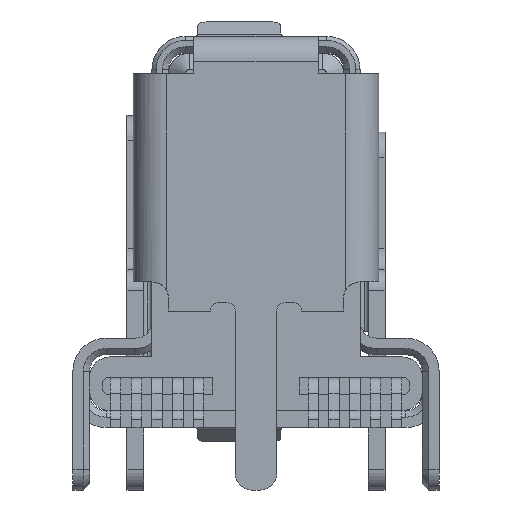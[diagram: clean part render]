
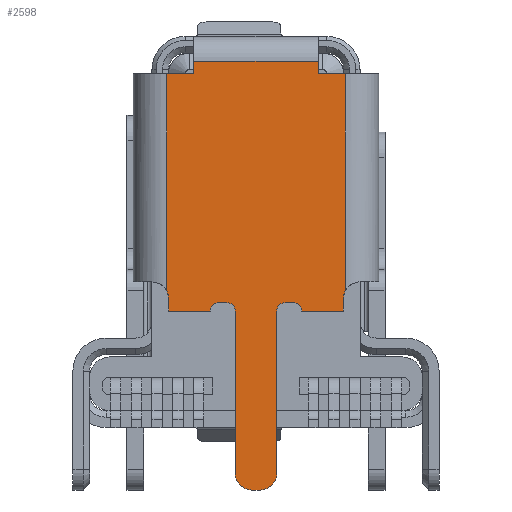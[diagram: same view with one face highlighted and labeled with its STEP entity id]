
A CAD part, left-side view. The second image highlights one B-rep face of the part: STEP entity #2598.
In plain terms, the highlighted planar face has unit normal (-1, 0, 0).
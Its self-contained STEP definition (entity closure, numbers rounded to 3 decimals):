
#2598=ADVANCED_FACE('',(#4099),#3300,.T.);
#3300=PLANE('',#20908);
#4099=FACE_OUTER_BOUND('',#5084,.T.);
#5084=EDGE_LOOP('',(#9501,#9502,#9503,#9504,#9505,#9506,#9507,#9508,#9509,
#9510,#9511,#9512,#9513,#9514,#9515,#9516,#9517,#9518,#9519,#9520,#9521,
#9522,#9523,#9524));
#5730=CIRCLE('',#20393,0.4);
#5738=CIRCLE('',#20407,0.2);
#5783=CIRCLE('',#20495,0.4);
#5849=CIRCLE('',#20639,0.4);
#5913=CIRCLE('',#20792,0.2);
#5915=CIRCLE('',#20796,0.2);
#5953=CIRCLE('',#20906,0.2);
#5954=CIRCLE('',#20907,0.4);
#9501=ORIENTED_EDGE('',*,*,#14818,.F.);
#9502=ORIENTED_EDGE('',*,*,#14688,.T.);
#9503=ORIENTED_EDGE('',*,*,#15073,.T.);
#9504=ORIENTED_EDGE('',*,*,#15079,.T.);
#9505=ORIENTED_EDGE('',*,*,#14707,.T.);
#9506=ORIENTED_EDGE('',*,*,#14826,.T.);
#9507=ORIENTED_EDGE('',*,*,#14678,.T.);
#9508=ORIENTED_EDGE('',*,*,#14970,.F.);
#9509=ORIENTED_EDGE('',*,*,#15084,.T.);
#9510=ORIENTED_EDGE('',*,*,#15085,.F.);
#9511=ORIENTED_EDGE('',*,*,#14956,.T.);
#9512=ORIENTED_EDGE('',*,*,#15086,.F.);
#9513=ORIENTED_EDGE('',*,*,#14739,.T.);
#9514=ORIENTED_EDGE('',*,*,#14223,.F.);
#9515=ORIENTED_EDGE('',*,*,#14704,.F.);
#9516=ORIENTED_EDGE('',*,*,#14966,.F.);
#9517=ORIENTED_EDGE('',*,*,#14303,.T.);
#9518=ORIENTED_EDGE('',*,*,#14252,.F.);
#9519=ORIENTED_EDGE('',*,*,#15087,.T.);
#9520=ORIENTED_EDGE('',*,*,#15082,.T.);
#9521=ORIENTED_EDGE('',*,*,#14441,.F.);
#9522=ORIENTED_EDGE('',*,*,#14601,.F.);
#9523=ORIENTED_EDGE('',*,*,#15064,.T.);
#9524=ORIENTED_EDGE('',*,*,#14950,.F.);
#12225=VERTEX_POINT('',#29280);
#12226=VERTEX_POINT('',#29282);
#12250=VERTEX_POINT('',#29378);
#12251=VERTEX_POINT('',#29380);
#12296=VERTEX_POINT('',#29617);
#12402=VERTEX_POINT('',#30014);
#12403=VERTEX_POINT('',#30016);
#12501=VERTEX_POINT('',#30446);
#12522=VERTEX_POINT('',#30666);
#12560=VERTEX_POINT('',#30888);
#12561=VERTEX_POINT('',#30889);
#12565=VERTEX_POINT('',#30977);
#12566=VERTEX_POINT('',#30979);
#12576=VERTEX_POINT('',#31008);
#12578=VERTEX_POINT('',#31033);
#12592=VERTEX_POINT('',#31245);
#12636=VERTEX_POINT('',#31455);
#12690=VERTEX_POINT('',#32111);
#12694=VERTEX_POINT('',#32121);
#12695=VERTEX_POINT('',#32123);
#12699=VERTEX_POINT('',#32146);
#12732=VERTEX_POINT('',#32538);
#12735=VERTEX_POINT('',#32588);
#12736=VERTEX_POINT('',#32593);
#14223=EDGE_CURVE('',#12225,#12226,#5730,.T.);
#14252=EDGE_CURVE('',#12250,#12251,#5738,.T.);
#14303=EDGE_CURVE('',#12296,#12251,#16614,.T.);
#14441=EDGE_CURVE('',#12402,#12403,#5783,.T.);
#14601=EDGE_CURVE('',#12501,#12402,#16831,.T.);
#14678=EDGE_CURVE('',#12560,#12561,#16875,.T.);
#14688=EDGE_CURVE('',#12566,#12565,#16884,.T.);
#14704=EDGE_CURVE('',#12576,#12225,#16896,.T.);
#14707=EDGE_CURVE('',#12522,#12578,#5849,.T.);
#14739=EDGE_CURVE('',#12592,#12226,#16918,.T.);
#14818=EDGE_CURVE('',#12566,#12636,#16971,.T.);
#14826=EDGE_CURVE('',#12578,#12560,#16978,.T.);
#14950=EDGE_CURVE('',#12636,#12690,#17060,.T.);
#14956=EDGE_CURVE('',#12695,#12694,#17065,.T.);
#14966=EDGE_CURVE('',#12296,#12576,#5913,.T.);
#14970=EDGE_CURVE('',#12699,#12561,#5915,.T.);
#15064=EDGE_CURVE('',#12501,#12690,#17133,.T.);
#15073=EDGE_CURVE('',#12565,#12732,#17140,.T.);
#15079=EDGE_CURVE('',#12732,#12522,#17143,.T.);
#15082=EDGE_CURVE('',#12735,#12403,#17145,.T.);
#15084=EDGE_CURVE('',#12699,#12736,#17147,.T.);
#15085=EDGE_CURVE('',#12695,#12736,#5953,.T.);
#15086=EDGE_CURVE('',#12592,#12694,#5954,.T.);
#15087=EDGE_CURVE('',#12250,#12735,#17148,.T.);
#16614=LINE('',#29616,#18532);
#16831=LINE('',#30445,#18749);
#16875=LINE('',#30887,#18793);
#16884=LINE('',#30978,#18802);
#16896=LINE('',#31009,#18814);
#16918=LINE('',#31244,#18836);
#16971=LINE('',#31454,#18889);
#16978=LINE('',#31470,#18896);
#17060=LINE('',#32110,#18978);
#17065=LINE('',#32122,#18983);
#17133=LINE('',#32522,#19051);
#17140=LINE('',#32539,#19058);
#17143=LINE('',#32581,#19061);
#17145=LINE('',#32587,#19063);
#17147=LINE('',#32592,#19065);
#17148=LINE('',#32596,#19066);
#18532=VECTOR('',#23453,1.);
#18749=VECTOR('',#23988,1.);
#18793=VECTOR('',#24118,1.);
#18802=VECTOR('',#24131,1.);
#18814=VECTOR('',#24159,1.);
#18836=VECTOR('',#24215,1.);
#18889=VECTOR('',#24346,1.);
#18896=VECTOR('',#24365,1.);
#18978=VECTOR('',#24617,1.);
#18983=VECTOR('',#24626,1.);
#19051=VECTOR('',#24894,1.);
#19058=VECTOR('',#24913,1.);
#19061=VECTOR('',#24932,1.);
#19063=VECTOR('',#24940,1.);
#19065=VECTOR('',#24946,1.);
#19066=VECTOR('',#24951,1.);
#20393=AXIS2_PLACEMENT_3D('',#29281,#23333,#23334);
#20407=AXIS2_PLACEMENT_3D('',#29379,#23380,#23381);
#20495=AXIS2_PLACEMENT_3D('',#30015,#23690,#23691);
#20639=AXIS2_PLACEMENT_3D('',#31034,#24163,#24164);
#20792=AXIS2_PLACEMENT_3D('',#32140,#24645,#24646);
#20796=AXIS2_PLACEMENT_3D('',#32147,#24655,#24656);
#20906=AXIS2_PLACEMENT_3D('',#32594,#24947,#24948);
#20907=AXIS2_PLACEMENT_3D('',#32595,#24949,#24950);
#20908=AXIS2_PLACEMENT_3D('',#32597,#24952,#24953);
#23333=DIRECTION('',(1.,0.,0.));
#23334=DIRECTION('',(0.,0.,-1.));
#23380=DIRECTION('',(-1.,0.,0.));
#23381=DIRECTION('',(0.,0.,1.));
#23453=DIRECTION('',(0.,-1.,0.));
#23690=DIRECTION('',(-1.,0.,0.));
#23691=DIRECTION('',(0.,0.,1.));
#23988=DIRECTION('',(0.,0.,-1.));
#24118=DIRECTION('',(0.,-1.,0.));
#24131=DIRECTION('',(0.,0.,-1.));
#24159=DIRECTION('',(0.,0.,-1.));
#24163=DIRECTION('',(1.,0.,0.));
#24164=DIRECTION('',(0.,0.,-1.));
#24215=DIRECTION('',(0.,-1.,0.));
#24346=DIRECTION('',(0.,-1.,0.));
#24365=DIRECTION('',(0.,0.,-1.));
#24617=DIRECTION('',(0.,0.,-1.));
#24626=DIRECTION('',(0.,0.,-1.));
#24645=DIRECTION('',(-1.,0.,0.));
#24646=DIRECTION('',(0.,0.,1.));
#24655=DIRECTION('',(-1.,0.,0.));
#24656=DIRECTION('',(0.,0.,1.));
#24894=DIRECTION('',(0.,1.,0.));
#24913=DIRECTION('',(0.,1.,0.));
#24932=DIRECTION('',(0.,0.,-1.));
#24940=DIRECTION('',(0.,0.,1.));
#24946=DIRECTION('',(0.,-1.,0.));
#24947=DIRECTION('',(-1.,0.,0.));
#24948=DIRECTION('',(0.,0.,1.));
#24949=DIRECTION('',(1.,0.,0.));
#24950=DIRECTION('',(0.,0.,-1.));
#24951=DIRECTION('',(0.,-1.,0.));
#24952=DIRECTION('',(-1.,0.,0.));
#24953=DIRECTION('',(0.,1.,0.));
#29280=CARTESIAN_POINT('',(-7.7,-0.5,-5.8));
#29281=CARTESIAN_POINT('',(-7.7,-0.1,-5.8));
#29282=CARTESIAN_POINT('',(-7.7,-0.1,-6.2));
#29378=CARTESIAN_POINT('',(-7.7,-1.1,-1.9));
#29379=CARTESIAN_POINT('',(-7.7,-0.9,-1.9));
#29380=CARTESIAN_POINT('',(-7.7,-0.9,-1.7));
#29616=CARTESIAN_POINT('',(-7.7,-0.038,-1.7));
#29617=CARTESIAN_POINT('',(-7.7,-0.7,-1.7));
#30014=CARTESIAN_POINT('',(-7.7,-2.15,-1.406));
#30015=CARTESIAN_POINT('',(-7.7,-2.5,-1.6));
#30016=CARTESIAN_POINT('',(-7.7,-2.1,-1.6));
#30445=CARTESIAN_POINT('',(-7.7,-2.15,-2.288));
#30446=CARTESIAN_POINT('',(-7.7,-2.15,3.8));
#30666=CARTESIAN_POINT('',(-7.7,2.15,-1.406));
#30887=CARTESIAN_POINT('',(-7.7,-0.038,-1.9));
#30888=CARTESIAN_POINT('',(-7.7,2.1,-1.9));
#30889=CARTESIAN_POINT('',(-7.7,1.1,-1.9));
#30977=CARTESIAN_POINT('',(-7.7,1.5,3.8));
#30978=CARTESIAN_POINT('',(-7.7,1.5,4.287));
#30979=CARTESIAN_POINT('',(-7.7,1.5,4.1));
#31008=CARTESIAN_POINT('',(-7.7,-0.5,-1.9));
#31009=CARTESIAN_POINT('',(-7.7,-0.5,2.6));
#31033=CARTESIAN_POINT('',(-7.7,2.1,-1.6));
#31034=CARTESIAN_POINT('',(-7.7,2.5,-1.6));
#31244=CARTESIAN_POINT('',(-7.7,0.,-6.2));
#31245=CARTESIAN_POINT('',(-7.7,0.1,-6.2));
#31454=CARTESIAN_POINT('',(-7.7,-0.038,4.1));
#31455=CARTESIAN_POINT('',(-7.7,-1.5,4.1));
#31470=CARTESIAN_POINT('',(-7.7,2.1,5.485));
#32110=CARTESIAN_POINT('',(-7.7,-1.5,4.287));
#32111=CARTESIAN_POINT('',(-7.7,-1.5,3.8));
#32121=CARTESIAN_POINT('',(-7.7,0.5,-5.8));
#32122=CARTESIAN_POINT('',(-7.7,0.5,2.6));
#32123=CARTESIAN_POINT('',(-7.7,0.5,-1.9));
#32140=CARTESIAN_POINT('',(-7.7,-0.7,-1.9));
#32146=CARTESIAN_POINT('',(-7.7,0.9,-1.7));
#32147=CARTESIAN_POINT('',(-7.7,0.9,-1.9));
#32522=CARTESIAN_POINT('',(-7.7,-0.038,3.8));
#32538=CARTESIAN_POINT('',(-7.7,2.15,3.8));
#32539=CARTESIAN_POINT('',(-7.7,-0.038,3.8));
#32581=CARTESIAN_POINT('',(-7.7,2.15,-2.288));
#32587=CARTESIAN_POINT('',(-7.7,-2.1,5.485));
#32588=CARTESIAN_POINT('',(-7.7,-2.1,-1.9));
#32592=CARTESIAN_POINT('',(-7.7,-0.038,-1.7));
#32593=CARTESIAN_POINT('',(-7.7,0.7,-1.7));
#32594=CARTESIAN_POINT('',(-7.7,0.7,-1.9));
#32595=CARTESIAN_POINT('',(-7.7,0.1,-5.8));
#32596=CARTESIAN_POINT('',(-7.7,-0.038,-1.9));
#32597=CARTESIAN_POINT('',(-7.7,0.,-1.2));
